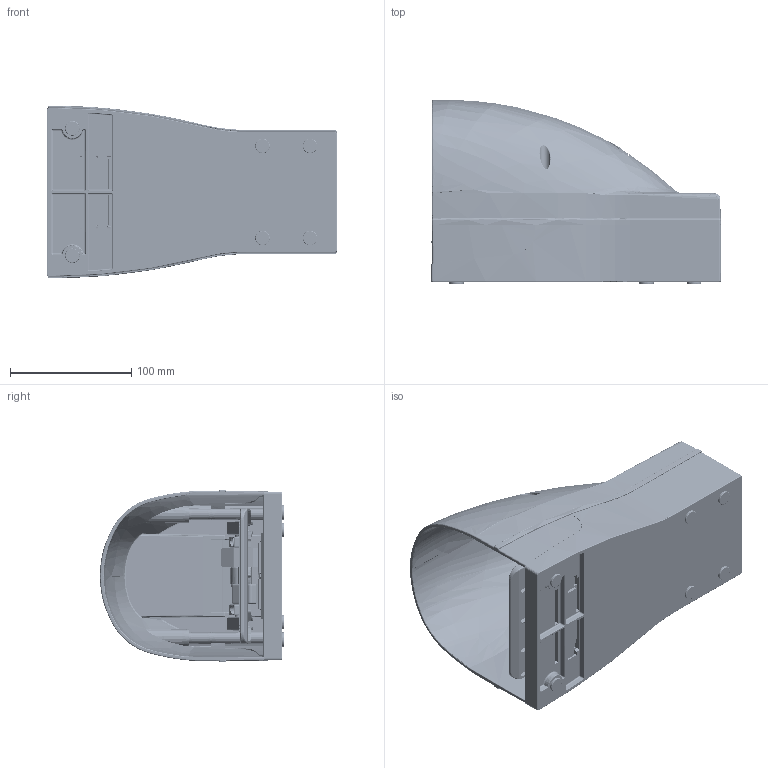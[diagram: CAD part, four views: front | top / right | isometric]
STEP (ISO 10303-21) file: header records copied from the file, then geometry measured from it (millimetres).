
FILE_DESCRIPTION(( 'PEDN 304 BS.STEP' ), '1');
FILE_NAME( 'PEDN 304 BS.STEP', '2019-03-04T12:05:20',( 'Sopra'),('sopra-pneumatic.com'), 'SwSTEP 2.0','SolidWorks 2009','' );
FILE_SCHEMA (( 'AUTOMOTIVE_DESIGN' ));
Length unit declared in the file: millimetre
Products named in the file (1): 8_209_4ng
Bounding box: 239.3 x 151.85 x 142.41 mm (x, y, z)
Volume: 636761.6 mm3; surface area: 325889.8 mm2
Topology: 10 solids, 10 shells, 4340 faces, 11038 edges, 6601 vertices
Faces by surface type: cylinder 1464, plane 1074, bspline 1020, cone 600, torus 95, sphere 87
Entity records: 291708 total; most frequent: CARTESIAN_POINT 162036, ORIENTED_EDGE 21690, DIRECTION 16600, EDGE_CURVE 10845, VERTEX_POINT 6590, AXIS2_PLACEMENT_3D 6398, EDGE_LOOP 4459, ADVANCED_FACE 4340
